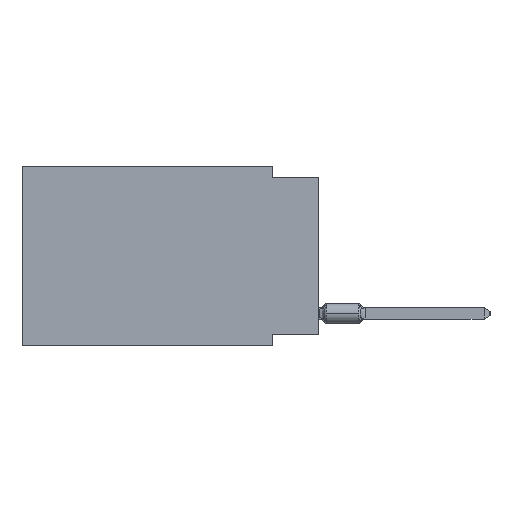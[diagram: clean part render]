
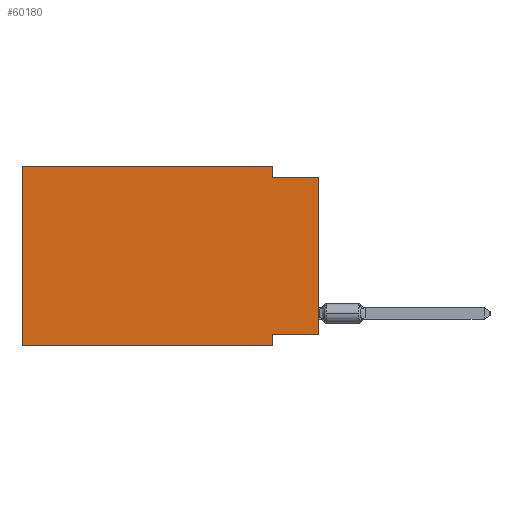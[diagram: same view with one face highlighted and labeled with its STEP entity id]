
A CAD part, left-side view. The second image highlights one B-rep face of the part: STEP entity #60180.
In plain terms, the highlighted planar face has unit normal (-1, 0, 0).
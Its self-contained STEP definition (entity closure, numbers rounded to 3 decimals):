
#296 = EDGE_CURVE ( 'NONE', #28433, #34411, #10959, .T. ) ;
#3550 = PLANE ( 'NONE',  #62922 ) ;
#4183 = CARTESIAN_POINT ( 'NONE',  ( 0., 2.54, 0. ) ) ;
#4652 = CARTESIAN_POINT ( 'NONE',  ( 0., 0., -9.271 ) ) ;
#5736 = LINE ( 'NONE', #6149, #22329 ) ;
#6149 = CARTESIAN_POINT ( 'NONE',  ( 0., 0., 0. ) ) ;
#7333 = VECTOR ( 'NONE', #21100, 1000. ) ;
#8982 = CARTESIAN_POINT ( 'NONE',  ( 0., 16.383, 0. ) ) ;
#9270 = VECTOR ( 'NONE', #10013, 1000. ) ;
#10013 = DIRECTION ( 'NONE',  ( 0., 0., -1. ) ) ;
#10959 = LINE ( 'NONE', #30203, #21718 ) ;
#17464 = LINE ( 'NONE', #42944, #43692 ) ;
#17869 = DIRECTION ( 'NONE',  ( 0., 0., 1. ) ) ;
#20055 = CARTESIAN_POINT ( 'NONE',  ( 0., 16.383, -9.906 ) ) ;
#20580 = CARTESIAN_POINT ( 'NONE',  ( 0., 2.54, -0.635 ) ) ;
#21100 = DIRECTION ( 'NONE',  ( 0., -1., 0. ) ) ;
#21718 = VECTOR ( 'NONE', #49776, 1000. ) ;
#22329 = VECTOR ( 'NONE', #17869, 1000. ) ;
#24364 = CARTESIAN_POINT ( 'NONE',  ( 0., 2.54, -9.271 ) ) ;
#26323 = CARTESIAN_POINT ( 'NONE',  ( 0., 16.383, 0. ) ) ;
#26632 = CARTESIAN_POINT ( 'NONE',  ( 0., 0., -9.271 ) ) ;
#28219 = DIRECTION ( 'NONE',  ( 0., 0., -1. ) ) ;
#28433 = VERTEX_POINT ( 'NONE', #24364 ) ;
#29603 = DIRECTION ( 'NONE',  ( 0., -1., 0. ) ) ;
#29871 = CARTESIAN_POINT ( 'NONE',  ( 0., 2.54, 0. ) ) ;
#29960 = CARTESIAN_POINT ( 'NONE',  ( 0., 2.54, -9.906 ) ) ;
#30161 = DIRECTION ( 'NONE',  ( 0., 1., 0. ) ) ;
#30203 = CARTESIAN_POINT ( 'NONE',  ( 0., 2.54, -9.906 ) ) ;
#33564 = LINE ( 'NONE', #77024, #41831 ) ;
#34411 = VERTEX_POINT ( 'NONE', #29960 ) ;
#35041 = EDGE_LOOP ( 'NONE', ( #56168, #69128, #46245, #36679, #55414, #44308, #60191, #36119 ) ) ;
#36119 = ORIENTED_EDGE ( 'NONE', *, *, #46358, .F. ) ;
#36679 = ORIENTED_EDGE ( 'NONE', *, *, #64824, .F. ) ;
#38293 = DIRECTION ( 'NONE',  ( 0., -1., 0. ) ) ;
#40073 = VERTEX_POINT ( 'NONE', #54646 ) ;
#41831 = VECTOR ( 'NONE', #45264, 1000. ) ;
#42944 = CARTESIAN_POINT ( 'NONE',  ( 0., 0., -0.635 ) ) ;
#43692 = VECTOR ( 'NONE', #29603, 1000. ) ;
#44308 = ORIENTED_EDGE ( 'NONE', *, *, #71980, .T. ) ;
#45264 = DIRECTION ( 'NONE',  ( 0., 0., 1. ) ) ;
#45375 = LINE ( 'NONE', #57499, #63872 ) ;
#46245 = ORIENTED_EDGE ( 'NONE', *, *, #71271, .F. ) ;
#46358 = EDGE_CURVE ( 'NONE', #61972, #28433, #61874, .T. ) ;
#46610 = VECTOR ( 'NONE', #30161, 1000. ) ;
#47826 = CARTESIAN_POINT ( 'NONE',  ( 0., 16.383, 0. ) ) ;
#48043 = LINE ( 'NONE', #4183, #9270 ) ;
#48527 = EDGE_CURVE ( 'NONE', #61972, #40073, #5736, .T. ) ;
#49776 = DIRECTION ( 'NONE',  ( 0., 0., -1. ) ) ;
#51385 = VERTEX_POINT ( 'NONE', #26323 ) ;
#51406 = VERTEX_POINT ( 'NONE', #20055 ) ;
#54646 = CARTESIAN_POINT ( 'NONE',  ( 0., 0., -0.635 ) ) ;
#55414 = ORIENTED_EDGE ( 'NONE', *, *, #61700, .F. ) ;
#56168 = ORIENTED_EDGE ( 'NONE', *, *, #48527, .T. ) ;
#57499 = CARTESIAN_POINT ( 'NONE',  ( 0., 16.383, -9.906 ) ) ;
#59941 = FACE_OUTER_BOUND ( 'NONE', #35041, .T. ) ;
#60180 = ADVANCED_FACE ( 'NONE', ( #59941 ), #3550, .F. ) ;
#60191 = ORIENTED_EDGE ( 'NONE', *, *, #296, .F. ) ;
#61601 = DIRECTION ( 'NONE',  ( 1., 0., 0. ) ) ;
#61700 = EDGE_CURVE ( 'NONE', #51406, #51385, #33564, .T. ) ;
#61874 = LINE ( 'NONE', #4652, #46610 ) ;
#61972 = VERTEX_POINT ( 'NONE', #26632 ) ;
#62922 = AXIS2_PLACEMENT_3D ( 'NONE', #47826, #61601, #28219 ) ;
#63872 = VECTOR ( 'NONE', #38293, 1000. ) ;
#64824 = EDGE_CURVE ( 'NONE', #51385, #78948, #78343, .T. ) ;
#69128 = ORIENTED_EDGE ( 'NONE', *, *, #69298, .F. ) ;
#69298 = EDGE_CURVE ( 'NONE', #79263, #40073, #17464, .T. ) ;
#71271 = EDGE_CURVE ( 'NONE', #78948, #79263, #48043, .T. ) ;
#71980 = EDGE_CURVE ( 'NONE', #51406, #34411, #45375, .T. ) ;
#77024 = CARTESIAN_POINT ( 'NONE',  ( 0., 16.383, 0. ) ) ;
#78343 = LINE ( 'NONE', #8982, #7333 ) ;
#78948 = VERTEX_POINT ( 'NONE', #29871 ) ;
#79263 = VERTEX_POINT ( 'NONE', #20580 ) ;
